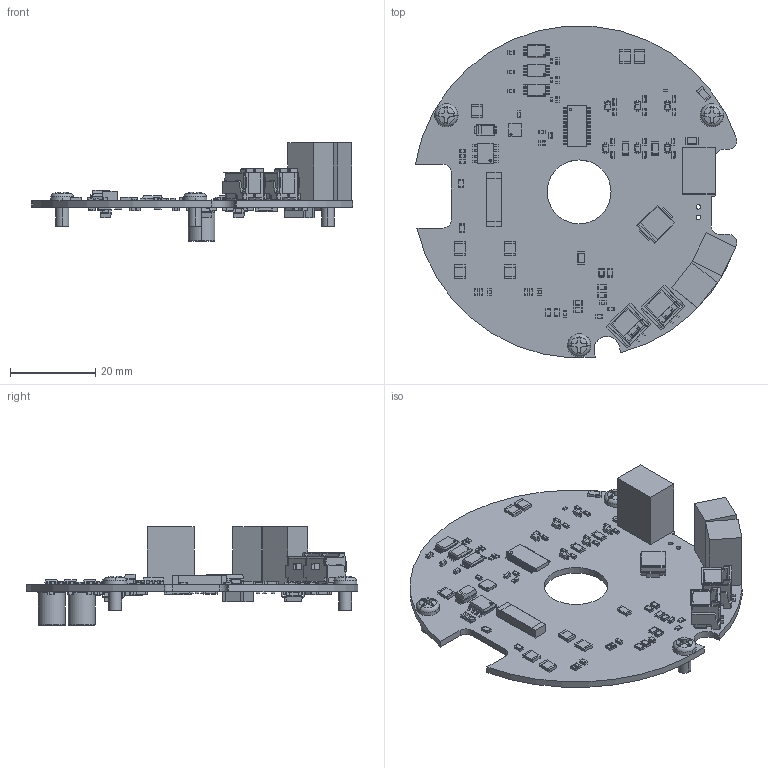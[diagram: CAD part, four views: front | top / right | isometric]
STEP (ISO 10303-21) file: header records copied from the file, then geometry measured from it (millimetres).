
FILE_DESCRIPTION(('Open CASCADE Model'),'2;1');
FILE_NAME('Open CASCADE Shape Model','2021-04-05T15:28:39',('Author'),( 'Open CASCADE'),'Open CASCADE STEP processor 6.8','Open CASCADE 6.8' ,'Unknown');
FILE_SCHEMA(('AUTOMOTIVE_DESIGN { 1 0 10303 214 1 1 1 1 }'));
Length unit declared in the file: millimetre
Products named in the file (192): PCB; Board; R131A; User_Library-Chip_Resistor_3216; C131A; User_Library-SMD_CAPACITOR_3216; C405; User_Library-SMD_CAPACITOR_1608; C404; C454; User_Library-6_3x7_7; C453; C125; User_Library-SMD_CAPACITOR_3225; C124; C123; M3; bolt_3mm; M2; RSW; CN01; C11272-S022-18; R462; User_Library-Chip_Resistor_6432; R453; User_Library-Chip_Resistor_1608; R401; R424; R421; R422; R332; User_Library-Chip_Resistor_2012; R331; M1; DCLink; 1820065368; Extruded; 1820065096; 1820061424; D453 ...
Assembly tree (334 placements, depth 8):
  PCB
    Board
    R131A
      User_Library-Chip_Resistor_3216
    C131A
      User_Library-SMD_CAPACITOR_3216
    C405
      User_Library-SMD_CAPACITOR_1608
    C404
      User_Library-SMD_CAPACITOR_1608
    C454
      User_Library-6_3x7_7
    C453
      User_Library-6_3x7_7
    C125
      User_Library-SMD_CAPACITOR_3225
    C124
      User_Library-SMD_CAPACITOR_3225
    C123
      User_Library-SMD_CAPACITOR_3225
    M3
      bolt_3mm
    M2
      bolt_3mm
    RSW
      User_Library-Chip_Resistor_3216
    CN01
      C11272-S022-18  x2
    R462
      User_Library-Chip_Resistor_6432
    R453
      User_Library-Chip_Resistor_1608
    R401
      User_Library-Chip_Resistor_1608
    R424
      User_Library-Chip_Resistor_1608
    R421
      User_Library-Chip_Resistor_1608
    R422
      User_Library-Chip_Resistor_1608
    R332
      User_Library-Chip_Resistor_2012
    R331
      User_Library-Chip_Resistor_2012
    M1
      bolt_3mm
    DCLink
      1820065368
        Extruded
      1820065096
        Extruded
      1820061424  x2
        Extruded
    D453
      DO-214AC_SMA
    C331
      User_Library-SMD_CAPACITOR_1608
    C451
      User_Library-SMD_CAPACITOR_1608
    U451
Bounding box: 75.45 x 77.79 x 23.18 mm (x, y, z)
Volume: 11663.1 mm3; surface area: 15901.2 mm2
Topology: 213 solids, 213 shells, 7247 faces, 17308 edges, 9782 vertices
Faces by surface type: plane 4140, cylinder 2191, sphere 824, bspline 64, torus 16, cone 12
Full cylindrical faces by diameter (mm): 1.1 x16, 3.5 x3, 15 x1
Entity records: 55525 total; most frequent: CARTESIAN_POINT 10816, DIRECTION 7828, ORIENTED_EDGE 7514, EDGE_CURVE 3757, LINE 3026, VECTOR 3026, AXIS2_PLACEMENT_3D 2401, VERTEX_POINT 2345
